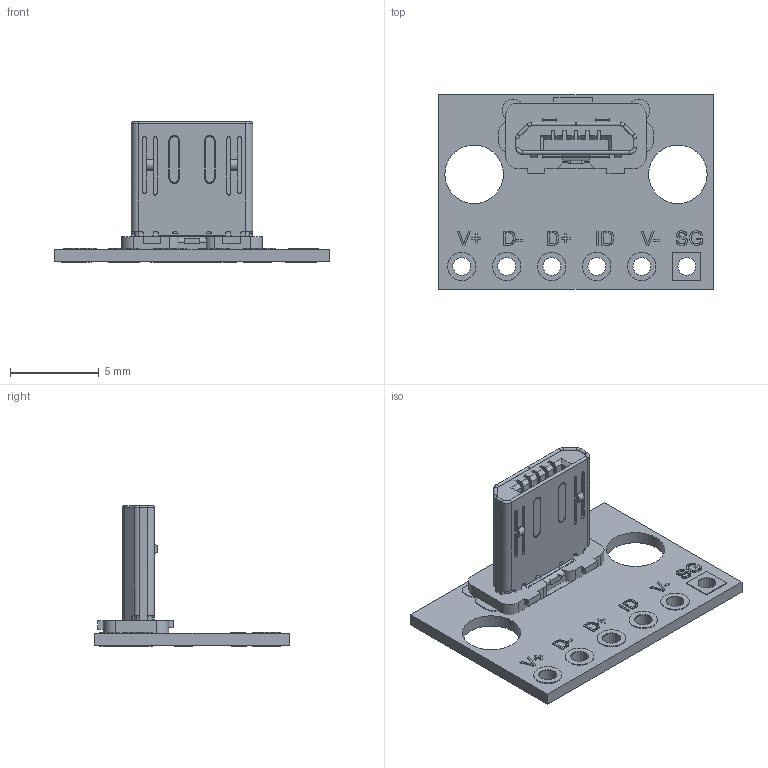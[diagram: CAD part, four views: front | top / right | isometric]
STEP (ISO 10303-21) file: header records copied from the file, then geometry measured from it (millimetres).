
FILE_DESCRIPTION(/* description */ (''),/* implementation_level */ '2;1');
FILE_NAME(/* name */ 'USB Micro 90 degrees breakout board v4.step',/* time_stamp */ '2023-05-30T10:59:17-03:00',/* author */ (''),/* organization */ (''),/* preprocessor_version */ 'ST-DEVELOPER v19.2',/* originating_system */ 'Autodesk Translation Framework v12.4.0.73',/* authorisation */ '');
FILE_SCHEMA (('AUTOMOTIVE_DESIGN { 1 0 10303 214 3 1 1 }'));
Length unit declared in the file: millimetre
Products named in the file (2): USB Micro 90 degrees breakout board; USB3150-30-130-A--3DModel-STEP-56544 v1
Assembly tree (1 placements, depth 2):
  USB Micro 90 degrees breakout board
    USB3150-30-130-A--3DModel-STEP-56544 v1
Bounding box: 15.5 x 11 x 7.93 mm (x, y, z)
Volume: 195.3 mm3; surface area: 856.6 mm2
Topology: 58 solids, 58 shells, 1110 faces, 2903 edges, 1922 vertices
Faces by surface type: plane 623, cylinder 265, bspline 216, torus 6
Full cylindrical faces by diameter (mm): 0.6 x6, 1 x20, 1.6 x10, 3.3 x2
Entity records: 34576 total; most frequent: CARTESIAN_POINT 7984, ORIENTED_EDGE 5806, DIRECTION 4775, EDGE_CURVE 2903, LINE 1941, VECTOR 1941, VERTEX_POINT 1922, AXIS2_PLACEMENT_3D 1417
